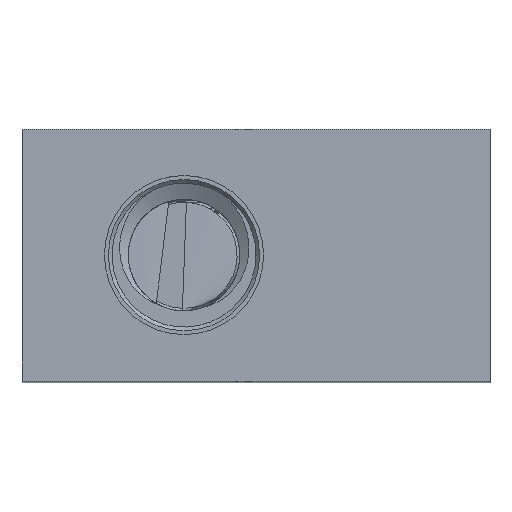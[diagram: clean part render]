
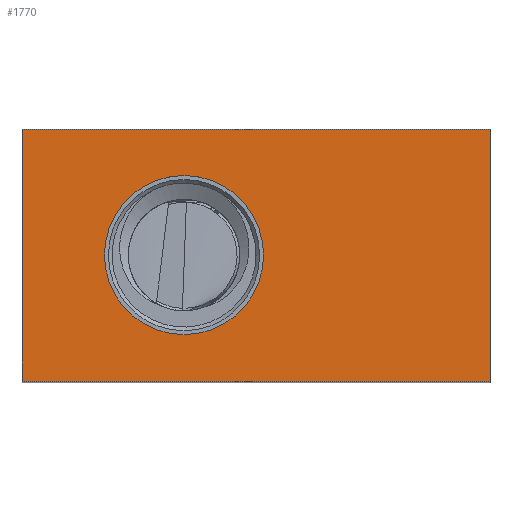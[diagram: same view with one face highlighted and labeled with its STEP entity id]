
A CAD part, top view. The second image highlights one B-rep face of the part: STEP entity #1770.
In plain terms, the highlighted planar face has unit normal (0, 0, 1).
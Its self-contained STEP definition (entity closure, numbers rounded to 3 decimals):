
#24=FACE_BOUND('',#305,.T.);
#85=PLANE('',#1916);
#195=FACE_OUTER_BOUND('',#304,.T.);
#304=EDGE_LOOP('',(#1501,#1502,#1503,#1504));
#305=EDGE_LOOP('',(#1505));
#360=CIRCLE('',#1894,2.21);
#548=LINE('',#17841,#595);
#551=LINE('',#17847,#598);
#552=LINE('',#17849,#599);
#553=LINE('',#17850,#600);
#595=VECTOR('',#2195,10.);
#598=VECTOR('',#2200,10.);
#599=VECTOR('',#2201,10.);
#600=VECTOR('',#2202,10.);
#752=VERTEX_POINT('',#16129);
#765=VERTEX_POINT('',#17838);
#766=VERTEX_POINT('',#17840);
#768=VERTEX_POINT('',#17846);
#769=VERTEX_POINT('',#17848);
#993=EDGE_CURVE('',#752,#752,#360,.T.);
#1014=EDGE_CURVE('',#765,#766,#548,.T.);
#1017=EDGE_CURVE('',#768,#765,#551,.T.);
#1018=EDGE_CURVE('',#769,#768,#552,.T.);
#1019=EDGE_CURVE('',#766,#769,#553,.T.);
#1501=ORIENTED_EDGE('',*,*,#1017,.F.);
#1502=ORIENTED_EDGE('',*,*,#1018,.F.);
#1503=ORIENTED_EDGE('',*,*,#1019,.F.);
#1504=ORIENTED_EDGE('',*,*,#1014,.F.);
#1505=ORIENTED_EDGE('',*,*,#993,.T.);
#1770=ADVANCED_FACE('',(#195,#24),#85,.T.);
#1894=AXIS2_PLACEMENT_3D('',#16130,#2144,#2145);
#1916=AXIS2_PLACEMENT_3D('',#17845,#2198,#2199);
#2144=DIRECTION('center_axis',(0.,0.,-1.));
#2145=DIRECTION('ref_axis',(1.,0.,0.));
#2195=DIRECTION('',(-1.,0.,0.));
#2198=DIRECTION('center_axis',(0.,0.,1.));
#2199=DIRECTION('ref_axis',(1.,0.,0.));
#2200=DIRECTION('',(0.,-1.,0.));
#2201=DIRECTION('',(1.,0.,0.));
#2202=DIRECTION('',(0.,1.,0.));
#16129=CARTESIAN_POINT('',(-4.21,0.,14.75));
#16130=CARTESIAN_POINT('Origin',(-2.,0.,14.75));
#17838=CARTESIAN_POINT('',(6.5,-3.5,14.75));
#17840=CARTESIAN_POINT('',(-6.5,-3.5,14.75));
#17841=CARTESIAN_POINT('',(-6.5,-3.5,14.75));
#17845=CARTESIAN_POINT('Origin',(-6.5,0.,14.75));
#17846=CARTESIAN_POINT('',(6.5,3.5,14.75));
#17847=CARTESIAN_POINT('',(6.5,0.,14.75));
#17848=CARTESIAN_POINT('',(-6.5,3.5,14.75));
#17849=CARTESIAN_POINT('',(-6.5,3.5,14.75));
#17850=CARTESIAN_POINT('',(-6.5,0.,14.75));
